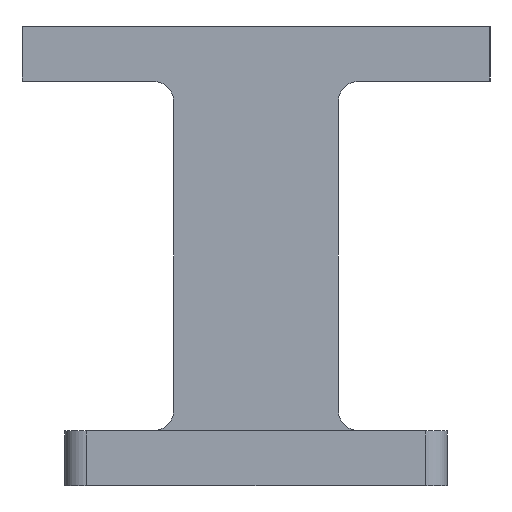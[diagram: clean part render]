
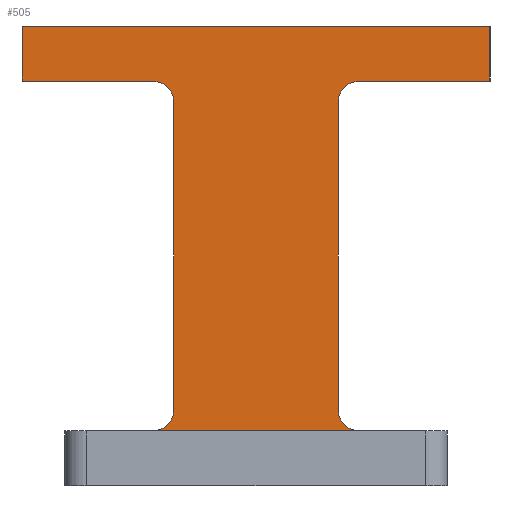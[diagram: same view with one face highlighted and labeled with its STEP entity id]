
A CAD part, front view. The second image highlights one B-rep face of the part: STEP entity #505.
In plain terms, the highlighted planar face has unit normal (0, -1, 0).
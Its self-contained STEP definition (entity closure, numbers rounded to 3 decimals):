
#6 = EDGE_CURVE ( 'NONE', #156, #713, #572, .T. ) ;
#10 = CARTESIAN_POINT ( 'NONE',  ( -37.051, 66.685, 42. ) ) ;
#29 = LINE ( 'NONE', #793, #1631 ) ;
#66 = VECTOR ( 'NONE', #1218, 1000. ) ;
#92 = CIRCLE ( 'NONE', #648, 2. ) ;
#93 = VERTEX_POINT ( 'NONE', #155 ) ;
#107 = EDGE_CURVE ( 'NONE', #1350, #290, #645, .T. ) ;
#138 = FACE_OUTER_BOUND ( 'NONE', #509, .T. ) ;
#139 = CIRCLE ( 'NONE', #1309, 2. ) ;
#154 = DIRECTION ( 'NONE',  ( 0., -1., 0. ) ) ;
#155 = CARTESIAN_POINT ( 'NONE',  ( -48.951, 66.685, 10. ) ) ;
#156 = VERTEX_POINT ( 'NONE', #1156 ) ;
#161 = PLANE ( 'NONE',  #1493 ) ;
#242 = ORIENTED_EDGE ( 'NONE', *, *, #896, .F. ) ;
#243 = LINE ( 'NONE', #1093, #66 ) ;
#290 = VERTEX_POINT ( 'NONE', #1088 ) ;
#313 = ORIENTED_EDGE ( 'NONE', *, *, #6, .T. ) ;
#321 = EDGE_CURVE ( 'NONE', #1350, #1315, #139, .T. ) ;
#345 = VERTEX_POINT ( 'NONE', #764 ) ;
#346 = CARTESIAN_POINT ( 'NONE',  ( -48.951, 66.685, 42. ) ) ;
#349 = EDGE_CURVE ( 'NONE', #1315, #345, #1619, .T. ) ;
#384 = DIRECTION ( 'NONE',  ( 1., 0., 0. ) ) ;
#393 = CARTESIAN_POINT ( 'NONE',  ( -79.851, 66.685, 47. ) ) ;
#408 = ORIENTED_EDGE ( 'NONE', *, *, #951, .F. ) ;
#428 = DIRECTION ( 'NONE',  ( 1., 0., 0. ) ) ;
#505 = ADVANCED_FACE ( 'NONE', ( #138 ), #161, .T. ) ;
#509 = EDGE_LOOP ( 'NONE', ( #698, #1476, #861, #817, #548, #1612, #408, #242, #512, #949, #1604, #313 ) ) ;
#512 = ORIENTED_EDGE ( 'NONE', *, *, #1496, .T. ) ;
#521 = DIRECTION ( 'NONE',  ( 0., 0., 1. ) ) ;
#548 = ORIENTED_EDGE ( 'NONE', *, *, #349, .T. ) ;
#572 = CIRCLE ( 'NONE', #1595, 2. ) ;
#579 = EDGE_CURVE ( 'NONE', #345, #1564, #1142, .T. ) ;
#616 = DIRECTION ( 'NONE',  ( 0., 0., -1. ) ) ;
#632 = VERTEX_POINT ( 'NONE', #811 ) ;
#638 = DIRECTION ( 'NONE',  ( 1., 0., 0. ) ) ;
#645 = LINE ( 'NONE', #1305, #1016 ) ;
#648 = AXIS2_PLACEMENT_3D ( 'NONE', #1091, #1472, #1108 ) ;
#667 = DIRECTION ( 'NONE',  ( 0., 0., -1. ) ) ;
#674 = CARTESIAN_POINT ( 'NONE',  ( 0.007, 66.685, 20. ) ) ;
#698 = ORIENTED_EDGE ( 'NONE', *, *, #798, .T. ) ;
#713 = VERTEX_POINT ( 'NONE', #950 ) ;
#739 = DIRECTION ( 'NONE',  ( 0., 0., -1. ) ) ;
#761 = EDGE_CURVE ( 'NONE', #810, #156, #1608, .T. ) ;
#764 = CARTESIAN_POINT ( 'NONE',  ( -37.051, 66.685, 42. ) ) ;
#793 = CARTESIAN_POINT ( 'NONE',  ( -79.851, 66.685, 42. ) ) ;
#798 = EDGE_CURVE ( 'NONE', #713, #93, #243, .T. ) ;
#810 = VERTEX_POINT ( 'NONE', #1482 ) ;
#811 = CARTESIAN_POINT ( 'NONE',  ( -67.951, 66.685, 42. ) ) ;
#813 = AXIS2_PLACEMENT_3D ( 'NONE', #1406, #1396, #1021 ) ;
#817 = ORIENTED_EDGE ( 'NONE', *, *, #321, .T. ) ;
#825 = CARTESIAN_POINT ( 'NONE',  ( -76.851, 66.685, 42. ) ) ;
#857 = CARTESIAN_POINT ( 'NONE',  ( -79.851, 66.685, 42. ) ) ;
#861 = ORIENTED_EDGE ( 'NONE', *, *, #107, .F. ) ;
#896 = EDGE_CURVE ( 'NONE', #1322, #1078, #29, .T. ) ;
#904 = DIRECTION ( 'NONE',  ( 0., 0., -1. ) ) ;
#914 = LINE ( 'NONE', #393, #1175 ) ;
#949 = ORIENTED_EDGE ( 'NONE', *, *, #1293, .T. ) ;
#950 = CARTESIAN_POINT ( 'NONE',  ( -67.951, 66.685, 10. ) ) ;
#951 = EDGE_CURVE ( 'NONE', #1078, #1564, #914, .T. ) ;
#978 = EDGE_CURVE ( 'NONE', #93, #290, #1285, .T. ) ;
#988 = DIRECTION ( 'NONE',  ( 0., 0., -1. ) ) ;
#993 = CARTESIAN_POINT ( 'NONE',  ( -67.951, 66.685, 12. ) ) ;
#1016 = VECTOR ( 'NONE', #667, 1000. ) ;
#1021 = DIRECTION ( 'NONE',  ( 0., 0., -1. ) ) ;
#1078 = VERTEX_POINT ( 'NONE', #1209 ) ;
#1088 = CARTESIAN_POINT ( 'NONE',  ( -50.951, 66.685, 12. ) ) ;
#1091 = CARTESIAN_POINT ( 'NONE',  ( -67.951, 66.685, 40. ) ) ;
#1093 = CARTESIAN_POINT ( 'NONE',  ( -69.401, 66.685, 10. ) ) ;
#1108 = DIRECTION ( 'NONE',  ( 0., 0., -1. ) ) ;
#1142 = LINE ( 'NONE', #10, #1205 ) ;
#1145 = VECTOR ( 'NONE', #428, 1000. ) ;
#1156 = CARTESIAN_POINT ( 'NONE',  ( -65.951, 66.685, 12. ) ) ;
#1175 = VECTOR ( 'NONE', #384, 1000. ) ;
#1205 = VECTOR ( 'NONE', #521, 1000. ) ;
#1209 = CARTESIAN_POINT ( 'NONE',  ( -79.851, 66.685, 47. ) ) ;
#1218 = DIRECTION ( 'NONE',  ( 1., 0., 0. ) ) ;
#1284 = CARTESIAN_POINT ( 'NONE',  ( -50.951, 66.685, 40. ) ) ;
#1285 = CIRCLE ( 'NONE', #813, 2. ) ;
#1293 = EDGE_CURVE ( 'NONE', #632, #810, #92, .T. ) ;
#1305 = CARTESIAN_POINT ( 'NONE',  ( -50.951, 66.685, 54.346 ) ) ;
#1309 = AXIS2_PLACEMENT_3D ( 'NONE', #1629, #1512, #739 ) ;
#1315 = VERTEX_POINT ( 'NONE', #346 ) ;
#1318 = CARTESIAN_POINT ( 'NONE',  ( -37.051, 66.685, 47. ) ) ;
#1322 = VERTEX_POINT ( 'NONE', #857 ) ;
#1350 = VERTEX_POINT ( 'NONE', #1284 ) ;
#1366 = DIRECTION ( 'NONE',  ( 0., 1., 0. ) ) ;
#1391 = VECTOR ( 'NONE', #638, 1000. ) ;
#1396 = DIRECTION ( 'NONE',  ( 0., 1., 0. ) ) ;
#1401 = DIRECTION ( 'NONE',  ( 0., 0., 1. ) ) ;
#1406 = CARTESIAN_POINT ( 'NONE',  ( -48.951, 66.685, 12. ) ) ;
#1414 = VECTOR ( 'NONE', #988, 1000. ) ;
#1472 = DIRECTION ( 'NONE',  ( 0., 1., 0. ) ) ;
#1476 = ORIENTED_EDGE ( 'NONE', *, *, #978, .T. ) ;
#1482 = CARTESIAN_POINT ( 'NONE',  ( -65.951, 66.685, 40. ) ) ;
#1493 = AXIS2_PLACEMENT_3D ( 'NONE', #674, #154, #904 ) ;
#1495 = CARTESIAN_POINT ( 'NONE',  ( -40.051, 66.685, 42. ) ) ;
#1496 = EDGE_CURVE ( 'NONE', #1322, #632, #1569, .T. ) ;
#1512 = DIRECTION ( 'NONE',  ( 0., 1., 0. ) ) ;
#1564 = VERTEX_POINT ( 'NONE', #1318 ) ;
#1569 = LINE ( 'NONE', #825, #1145 ) ;
#1595 = AXIS2_PLACEMENT_3D ( 'NONE', #993, #1366, #616 ) ;
#1599 = CARTESIAN_POINT ( 'NONE',  ( -65.951, 66.685, 54.346 ) ) ;
#1604 = ORIENTED_EDGE ( 'NONE', *, *, #761, .T. ) ;
#1608 = LINE ( 'NONE', #1599, #1414 ) ;
#1612 = ORIENTED_EDGE ( 'NONE', *, *, #579, .T. ) ;
#1619 = LINE ( 'NONE', #1495, #1391 ) ;
#1629 = CARTESIAN_POINT ( 'NONE',  ( -48.951, 66.685, 40. ) ) ;
#1631 = VECTOR ( 'NONE', #1401, 1000. ) ;
